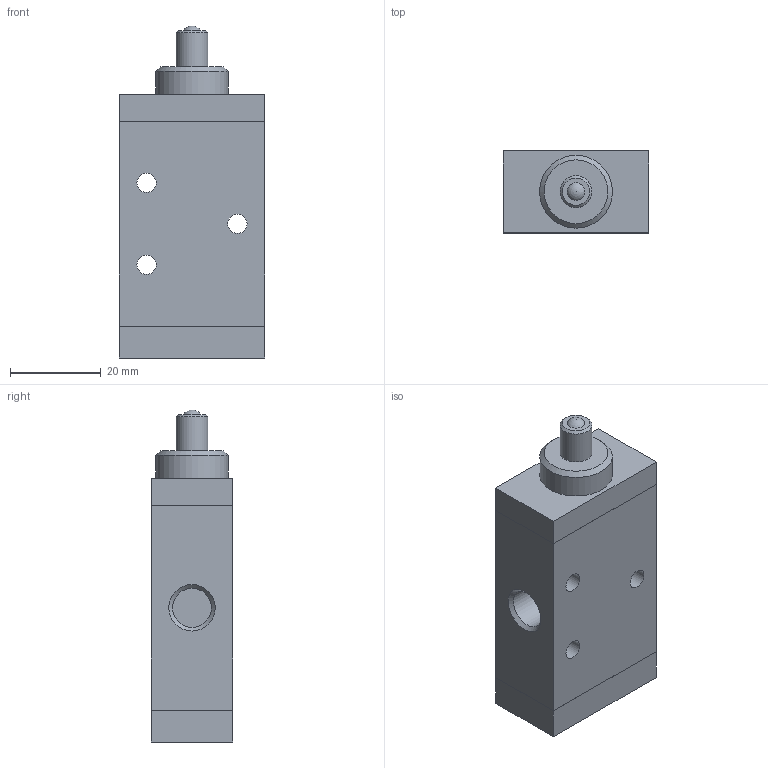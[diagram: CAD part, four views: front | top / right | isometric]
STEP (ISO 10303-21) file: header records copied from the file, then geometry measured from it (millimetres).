
FILE_DESCRIPTION((''),'2;1');
FILE_NAME('228_32_0_1.stp','2006-12-19T11:37:30',('rivolro1'),(''),'Autodesk Inventor 11','Autodesk Inventor 11','');
FILE_SCHEMA(('AUTOMOTIVE_DESIGN { 1 0 10303 214 1 1 1 1 }'));
Length unit declared in the file: millimetre
Products named in the file (1): 228_32_0_1
Bounding box: 32 x 18 x 73 mm (x, y, z)
Volume: 32659.3 mm3; surface area: 8663.9 mm2
Topology: 1 solids, 1 shells, 35 faces, 74 edges, 48 vertices
Faces by surface type: plane 18, bspline 9, cylinder 5, cone 2, sphere 1
Full cylindrical faces by diameter (mm): 4.25 x3, 7 x1, 16 x1
Entity records: 963 total; most frequent: CARTESIAN_POINT 251, DIRECTION 134, ORIENTED_EDGE 116, EDGE_LOOP 62, EDGE_CURVE 58, AXIS2_PLACEMENT_3D 49, VERTEX_POINT 46, VECTOR 36
